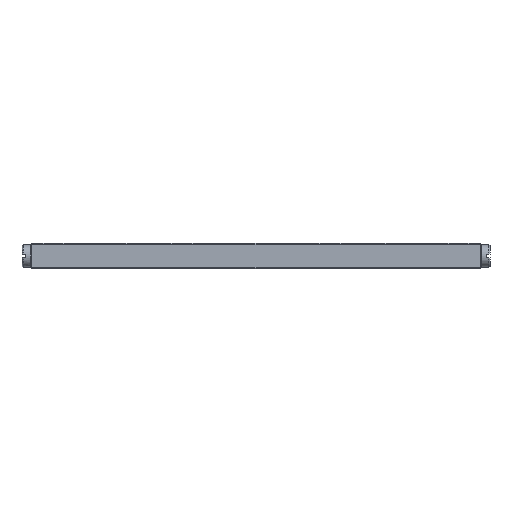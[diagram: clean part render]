
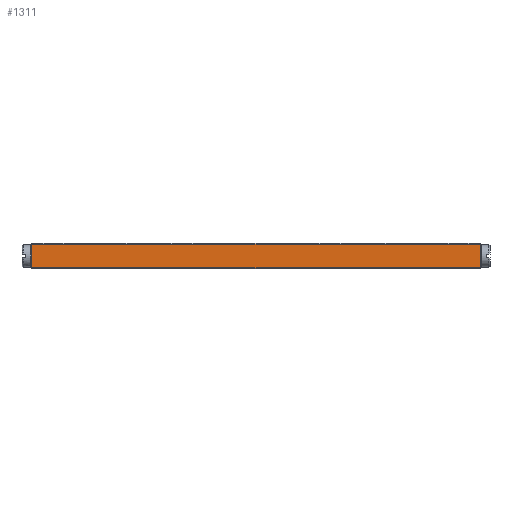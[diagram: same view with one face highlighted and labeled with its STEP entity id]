
A CAD part, front view. The second image highlights one B-rep face of the part: STEP entity #1311.
In plain terms, the highlighted planar face has unit normal (0, -1, 0).
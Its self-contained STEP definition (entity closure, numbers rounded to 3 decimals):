
#1311=ADVANCED_FACE('',(#2294),#1951,.T.);
#1951=PLANE('',#11819);
#2294=FACE_OUTER_BOUND('',#2879,.T.);
#2879=EDGE_LOOP('',(#3632,#3633,#3634,#3635));
#3632=ORIENTED_EDGE('',*,*,#8019,.T.);
#3633=ORIENTED_EDGE('',*,*,#8020,.T.);
#3634=ORIENTED_EDGE('',*,*,#8021,.T.);
#3635=ORIENTED_EDGE('',*,*,#8022,.T.);
#6948=VERTEX_POINT('',#16666);
#6949=VERTEX_POINT('',#16667);
#6950=VERTEX_POINT('',#16669);
#6951=VERTEX_POINT('',#16671);
#8019=EDGE_CURVE('',#6948,#6949,#9670,.T.);
#8020=EDGE_CURVE('',#6949,#6950,#9671,.T.);
#8021=EDGE_CURVE('',#6950,#6951,#9672,.T.);
#8022=EDGE_CURVE('',#6951,#6948,#9673,.T.);
#9670=LINE('',#16665,#10747);
#9671=LINE('',#16668,#10748);
#9672=LINE('',#16670,#10749);
#9673=LINE('',#16672,#10750);
#10747=VECTOR('',#13088,1.);
#10748=VECTOR('',#13089,1.);
#10749=VECTOR('',#13090,1.);
#10750=VECTOR('',#13091,1.);
#11819=AXIS2_PLACEMENT_3D('',#16673,#13092,#13093);
#13088=DIRECTION('',(-1.,0.,0.));
#13089=DIRECTION('',(0.,0.,-1.));
#13090=DIRECTION('',(1.,0.,0.));
#13091=DIRECTION('',(0.,0.,1.));
#13092=DIRECTION('',(0.,-1.,0.));
#13093=DIRECTION('',(0.,0.,-1.));
#16665=CARTESIAN_POINT('',(52.5,0.,5.7));
#16666=CARTESIAN_POINT('',(104.725,0.,5.7));
#16667=CARTESIAN_POINT('',(0.275,0.,5.7));
#16668=CARTESIAN_POINT('',(0.275,0.,0.));
#16669=CARTESIAN_POINT('',(0.275,0.,0.3));
#16670=CARTESIAN_POINT('',(52.5,0.,0.3));
#16671=CARTESIAN_POINT('',(104.725,0.,0.3));
#16672=CARTESIAN_POINT('',(104.725,0.,0.));
#16673=CARTESIAN_POINT('',(52.5,0.,0.));
